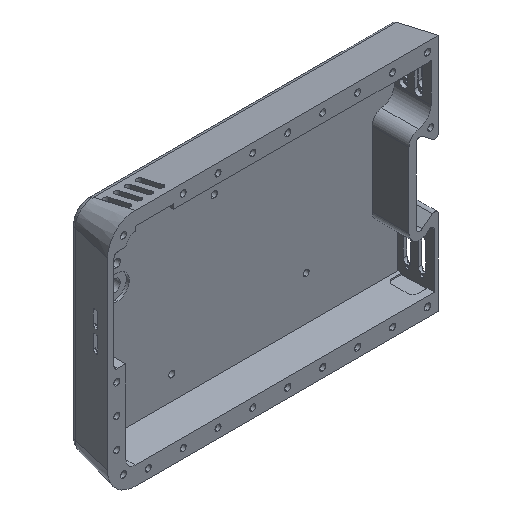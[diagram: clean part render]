
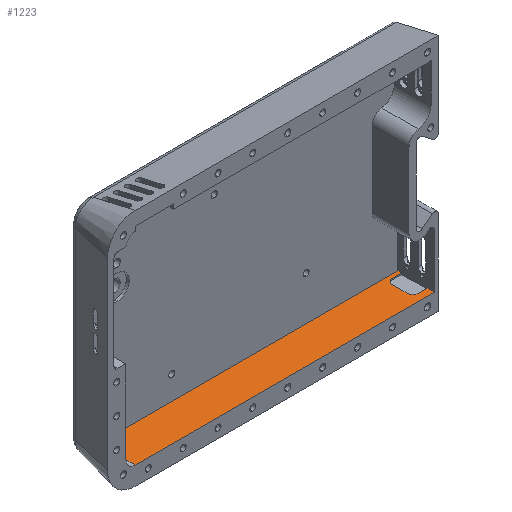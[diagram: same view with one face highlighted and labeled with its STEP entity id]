
A CAD part, isometric view. The second image highlights one B-rep face of the part: STEP entity #1223.
In plain terms, the highlighted planar face has unit normal (0, 0, 1).
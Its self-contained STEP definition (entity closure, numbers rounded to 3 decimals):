
#344 = EDGE_CURVE ( 'NONE', #16455, #5099, #3078, .T. ) ;
#560 = LINE ( 'NONE', #13245, #3126 ) ;
#898 = VERTEX_POINT ( 'NONE', #1153 ) ;
#1153 = CARTESIAN_POINT ( 'NONE',  ( 88., 4., -55. ) ) ;
#1223 = ADVANCED_FACE ( 'NONE', ( #13241 ), #10032, .F. ) ;
#1821 = CARTESIAN_POINT ( 'NONE',  ( -75., 20., -55. ) ) ;
#1836 = AXIS2_PLACEMENT_3D ( 'NONE', #16253, #9326, #2017 ) ;
#1880 = ORIENTED_EDGE ( 'NONE', *, *, #344, .T. ) ;
#1924 = DIRECTION ( 'NONE',  ( 1., 0., 0. ) ) ;
#1948 = ORIENTED_EDGE ( 'NONE', *, *, #7164, .F. ) ;
#2017 = DIRECTION ( 'NONE',  ( -1., 0., 0. ) ) ;
#2144 = VECTOR ( 'NONE', #11761, 1000. ) ;
#2194 = EDGE_CURVE ( 'NONE', #10953, #14414, #20310, .T. ) ;
#2508 = CARTESIAN_POINT ( 'NONE',  ( 0., 20., -55. ) ) ;
#2961 = CIRCLE ( 'NONE', #20552, 3. ) ;
#3078 = LINE ( 'NONE', #19074, #11694 ) ;
#3126 = VECTOR ( 'NONE', #6899, 1000. ) ;
#3270 = EDGE_CURVE ( 'NONE', #14414, #11469, #7648, .T. ) ;
#3887 = DIRECTION ( 'NONE',  ( -1., 0., 0. ) ) ;
#4229 = CARTESIAN_POINT ( 'NONE',  ( 88., 20., -55. ) ) ;
#4443 = CIRCLE ( 'NONE', #1836, 3. ) ;
#4675 = CARTESIAN_POINT ( 'NONE',  ( 80., 15., -55. ) ) ;
#4972 = VERTEX_POINT ( 'NONE', #4675 ) ;
#5077 = ORIENTED_EDGE ( 'NONE', *, *, #13770, .F. ) ;
#5084 = CARTESIAN_POINT ( 'NONE',  ( 88., 0., -55. ) ) ;
#5099 = VERTEX_POINT ( 'NONE', #5084 ) ;
#5511 = CARTESIAN_POINT ( 'NONE',  ( -75., 0., -55. ) ) ;
#5612 = CARTESIAN_POINT ( 'NONE',  ( -75., 20., -55. ) ) ;
#6066 = ORIENTED_EDGE ( 'NONE', *, *, #17972, .F. ) ;
#6076 = CARTESIAN_POINT ( 'NONE',  ( 88., 53.421, -55. ) ) ;
#6165 = EDGE_CURVE ( 'NONE', #6313, #898, #10824, .T. ) ;
#6289 = ORIENTED_EDGE ( 'NONE', *, *, #11394, .F. ) ;
#6313 = VERTEX_POINT ( 'NONE', #11541 ) ;
#6678 = ORIENTED_EDGE ( 'NONE', *, *, #2194, .F. ) ;
#6705 = LINE ( 'NONE', #1821, #13586 ) ;
#6899 = DIRECTION ( 'NONE',  ( 0., -1., 0. ) ) ;
#7012 = ORIENTED_EDGE ( 'NONE', *, *, #13260, .F. ) ;
#7038 = VECTOR ( 'NONE', #12431, 1000. ) ;
#7164 = EDGE_CURVE ( 'NONE', #4972, #14353, #560, .T. ) ;
#7528 = CARTESIAN_POINT ( 'NONE',  ( 83., 7., -55. ) ) ;
#7648 = LINE ( 'NONE', #15543, #11949 ) ;
#8076 = CARTESIAN_POINT ( 'NONE',  ( 80., 7., -55. ) ) ;
#8762 = VECTOR ( 'NONE', #17362, 1000. ) ;
#8870 = LINE ( 'NONE', #10529, #14972 ) ;
#9200 = ORIENTED_EDGE ( 'NONE', *, *, #6165, .F. ) ;
#9326 = DIRECTION ( 'NONE',  ( 0., 0., 1. ) ) ;
#9567 = CARTESIAN_POINT ( 'NONE',  ( 88., 4., -55. ) ) ;
#10032 = PLANE ( 'NONE',  #18389 ) ;
#10348 = CARTESIAN_POINT ( 'NONE',  ( 83., 18., -55. ) ) ;
#10469 = VERTEX_POINT ( 'NONE', #5612 ) ;
#10529 = CARTESIAN_POINT ( 'NONE',  ( 88., 53.421, -55. ) ) ;
#10824 = LINE ( 'NONE', #9567, #8762 ) ;
#10953 = VERTEX_POINT ( 'NONE', #4229 ) ;
#11394 = EDGE_CURVE ( 'NONE', #14353, #6313, #2961, .T. ) ;
#11469 = VERTEX_POINT ( 'NONE', #10348 ) ;
#11541 = CARTESIAN_POINT ( 'NONE',  ( 83., 4., -55. ) ) ;
#11694 = VECTOR ( 'NONE', #1924, 1000. ) ;
#11761 = DIRECTION ( 'NONE',  ( 1., 0., 0. ) ) ;
#11875 = DIRECTION ( 'NONE',  ( 0., -1., 0. ) ) ;
#11949 = VECTOR ( 'NONE', #14306, 1000. ) ;
#12205 = DIRECTION ( 'NONE',  ( 0., 0., 1. ) ) ;
#12313 = DIRECTION ( 'NONE',  ( 1., 0., 0. ) ) ;
#12374 = ORIENTED_EDGE ( 'NONE', *, *, #3270, .F. ) ;
#12431 = DIRECTION ( 'NONE',  ( 0., -1., 0. ) ) ;
#13241 = FACE_OUTER_BOUND ( 'NONE', #14233, .T. ) ;
#13245 = CARTESIAN_POINT ( 'NONE',  ( 80., 15., -55. ) ) ;
#13260 = EDGE_CURVE ( 'NONE', #11469, #4972, #4443, .T. ) ;
#13368 = ORIENTED_EDGE ( 'NONE', *, *, #15971, .T. ) ;
#13586 = VECTOR ( 'NONE', #16060, 1000. ) ;
#13770 = EDGE_CURVE ( 'NONE', #10469, #10953, #15285, .T. ) ;
#14233 = EDGE_LOOP ( 'NONE', ( #6066, #9200, #6289, #1948, #7012, #12374, #6678, #5077, #13368, #1880 ) ) ;
#14306 = DIRECTION ( 'NONE',  ( -1., 0., 0. ) ) ;
#14353 = VERTEX_POINT ( 'NONE', #8076 ) ;
#14414 = VERTEX_POINT ( 'NONE', #14427 ) ;
#14427 = CARTESIAN_POINT ( 'NONE',  ( 88., 18., -55. ) ) ;
#14972 = VECTOR ( 'NONE', #11875, 1000. ) ;
#15285 = LINE ( 'NONE', #2508, #2144 ) ;
#15543 = CARTESIAN_POINT ( 'NONE',  ( 88., 18., -55. ) ) ;
#15971 = EDGE_CURVE ( 'NONE', #10469, #16455, #6705, .T. ) ;
#16060 = DIRECTION ( 'NONE',  ( 0., -1., 0. ) ) ;
#16253 = CARTESIAN_POINT ( 'NONE',  ( 83., 15., -55. ) ) ;
#16363 = CARTESIAN_POINT ( 'NONE',  ( 0., 20., -55. ) ) ;
#16455 = VERTEX_POINT ( 'NONE', #5511 ) ;
#16559 = DIRECTION ( 'NONE',  ( 0., 0., -1. ) ) ;
#17362 = DIRECTION ( 'NONE',  ( 1., 0., 0. ) ) ;
#17972 = EDGE_CURVE ( 'NONE', #898, #5099, #8870, .T. ) ;
#18389 = AXIS2_PLACEMENT_3D ( 'NONE', #16363, #16559, #3887 ) ;
#19074 = CARTESIAN_POINT ( 'NONE',  ( 0., 0., -55. ) ) ;
#20310 = LINE ( 'NONE', #6076, #7038 ) ;
#20552 = AXIS2_PLACEMENT_3D ( 'NONE', #7528, #12205, #12313 ) ;
